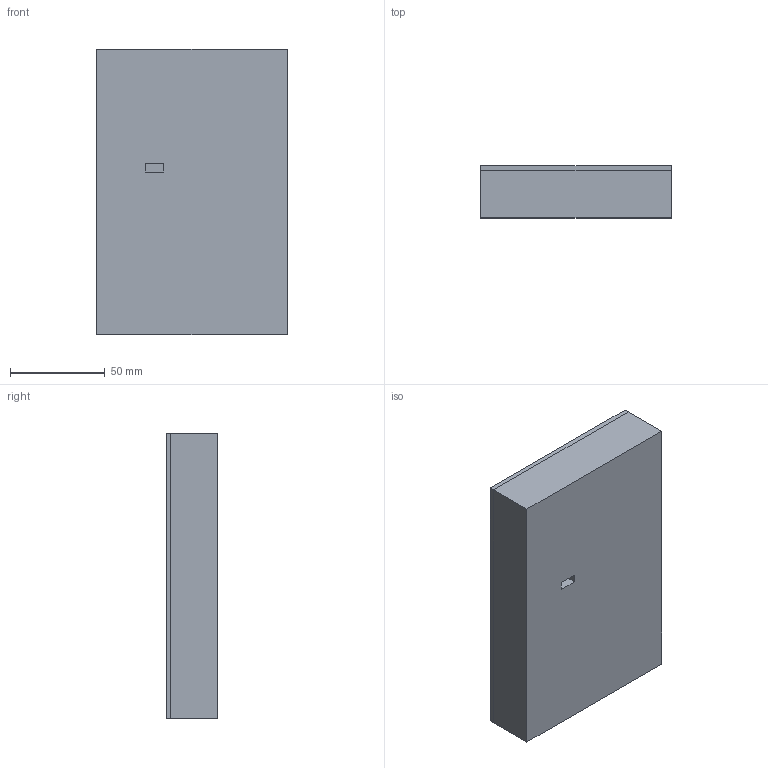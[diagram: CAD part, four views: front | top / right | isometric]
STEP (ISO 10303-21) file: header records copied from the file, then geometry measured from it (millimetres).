
FILE_DESCRIPTION(/* description */ (''),/* implementation_level */ '2;1');
FILE_NAME(/* name */ 'Pushup Counter.step',/* time_stamp */ '2021-03-29T11:54:04-07:00',/* author */ (''),/* organization */ (''),/* preprocessor_version */ 'ST-DEVELOPER v18.1',/* originating_system */ 'Autodesk Translation Framework v9.10.0.1330',/* authorisation */ '');
FILE_SCHEMA (('AUTOMOTIVE_DESIGN { 1 0 10303 214 3 1 1 }'));
Products named in the file (20): Pushup Counter; _LCD16x2.95a6d64c-569f-4e85-b235-adfaccf3915b v2; client PCB v1; PCB-QUANTUM_2; FIX-CR2032_1; TERMINAL-BODY-7_1_ASM_ASM; SW-6_1; CR2032_1; TERMINAL-BODY-7_1_ASM_ASM_1; MANIFOLD_SOLID_BREP_66283; MANIFOLD_SOLID_BREP_67578; MANIFOLD_SOLID_BREP_68873; MANIFOLD_SOLID_BREP_70161; MANIFOLD_SOLID_BREP_71456; MANIFOLD_SOLID_BREP_72751; MANIFOLD_SOLID_BREP_74046; USB-MINI_1; MK-22D17_1; LED_1; hc-sr04 v1
Assembly tree (26 placements, depth 4):
  Pushup Counter
    _LCD16x2.95a6d64c-569f-4e85-b235-adfaccf3915b v2
    client PCB v1
      PCB-QUANTUM_2
      FIX-CR2032_1
      TERMINAL-BODY-7_1_ASM_ASM
        MANIFOLD_SOLID_BREP_66283
        MANIFOLD_SOLID_BREP_67578
        MANIFOLD_SOLID_BREP_68873
        MANIFOLD_SOLID_BREP_70161
        MANIFOLD_SOLID_BREP_71456
        MANIFOLD_SOLID_BREP_72751
        MANIFOLD_SOLID_BREP_74046
      SW-6_1
      CR2032_1
      TERMINAL-BODY-7_1_ASM_ASM_1
        MANIFOLD_SOLID_BREP_66283
        MANIFOLD_SOLID_BREP_67578
        MANIFOLD_SOLID_BREP_68873
        MANIFOLD_SOLID_BREP_70161
        MANIFOLD_SOLID_BREP_71456
        MANIFOLD_SOLID_BREP_72751
        MANIFOLD_SOLID_BREP_74046
      USB-MINI_1
      MK-22D17_1
      LED_1
    hc-sr04 v1
Bounding box: 100.94 x 27.5 x 150.94 mm (x, y, z)
Volume: 161347.6 mm3; surface area: 117421.1 mm2
Topology: 31 solids, 31 shells, 2554 faces, 6927 edges, 4577 vertices
Faces by surface type: plane 2090, cylinder 428, torus 18, cone 14, sphere 4
Full cylindrical faces by diameter (mm): 0.3 x28, 0.5 x2, 1 x34, 1.128 x1, 1.5 x2, 2 x2, 2.3 x2, 2.5 x15, 2.8 x4, 3 x14, 3.5 x15, 3.8 x18, 4 x2, 4.6 x2, 5 x12, 6 x1, 7.1 x2, 10.7 x2, 13.1 x6, 15.9 x4, 17.25 x2, 18.5 x1, 20 x1
Entity records: 76343 total; most frequent: CARTESIAN_POINT 13119, ORIENTED_EDGE 12902, DIRECTION 12222, EDGE_CURVE 6451, LINE 5468, VECTOR 5468, VERTEX_POINT 4262, AXIS2_PLACEMENT_3D 3377
